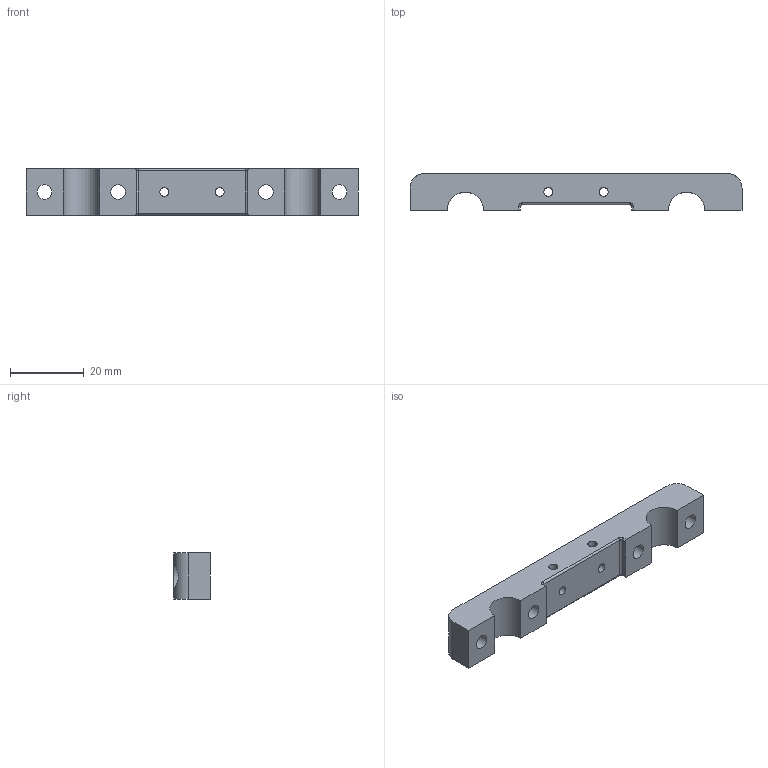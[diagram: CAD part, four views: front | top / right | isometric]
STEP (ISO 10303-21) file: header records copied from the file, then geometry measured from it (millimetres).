
FILE_DESCRIPTION(/* description */ (''),/* implementation_level */ '2;1');
FILE_NAME(/* name */ 'devFrame Box End Rounded Slot.step',/* time_stamp */ '2020-01-19T17:38:36-06:00',/* author */ (''),/* organization */ (''),/* preprocessor_version */ 'ST-DEVELOPER v18',/* originating_system */ 'Autodesk Translation Framework v8.12.0.6',/* authorisation */ '');
FILE_SCHEMA (('AUTOMOTIVE_DESIGN { 1 0 10303 214 3 1 1 }'));
Length unit declared in the file: millimetre
Products named in the file (1): devFrame Box Ends And Arm Clamp EXP
Bounding box: 90 x 10 x 12.5 mm (x, y, z)
Volume: 8486.6 mm3; surface area: 4933 mm2
Topology: 1 solids, 1 shells, 48 faces, 124 edges, 76 vertices
Faces by surface type: cylinder 28, plane 16, torus 4
Full cylindrical faces by diameter (mm): 2.5 x8, 4 x4, 8 x4
Entity records: 1580 total; most frequent: CARTESIAN_POINT 293, DIRECTION 280, ORIENTED_EDGE 248, EDGE_CURVE 124, AXIS2_PLACEMENT_3D 110, VERTEX_POINT 76, EDGE_LOOP 66, LINE 60
